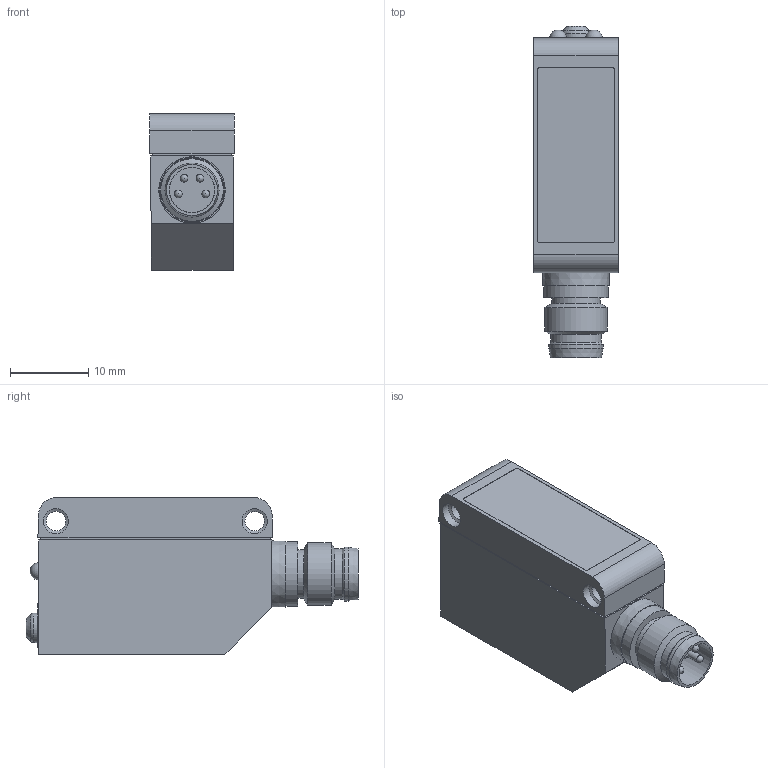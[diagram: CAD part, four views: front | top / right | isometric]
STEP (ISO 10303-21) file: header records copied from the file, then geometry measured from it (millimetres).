
FILE_DESCRIPTION(/* description */ (''),/* implementation_level */ '2;1');
FILE_NAME(/* name */ 'LD30CPxxxxxxM5xx.stp',/* time_stamp */ '2022-02-16T11:36:55+01:00',/* author */ ('tvb'),/* organization */ (''),/* preprocessor_version */ 'ST-DEVELOPER v18.1',/* originating_system */ 'Autodesk Inventor 2022',/* authorisation */ '');
FILE_SCHEMA (('AUTOMOTIVE_DESIGN { 1 0 10303 214 3 1 1 }'));
Length unit declared in the file: millimetre
Products named in the file (1): LD30CPxxxxxxM5xx
Bounding box: 10.8 x 42.42 x 20 mm (x, y, z)
Volume: 6340.9 mm3; surface area: 2971.7 mm2
Topology: 1 solids, 4 shells, 127 faces, 308 edges, 196 vertices
Faces by surface type: plane 59, cylinder 30, cone 16, sphere 8, bspline 8, torus 6
Full cylindrical faces by diameter (mm): 1 x4, 2.5 x2, 3.2 x4, 5.77 x2, 5.8 x2, 6.2 x1, 6.5 x1, 6.9 x1, 8 x1, 8.2 x1
Entity records: 4294 total; most frequent: CARTESIAN_POINT 1000, DIRECTION 673, ORIENTED_EDGE 600, EDGE_CURVE 300, AXIS2_PLACEMENT_3D 259, VERTEX_POINT 196, LINE 155, VECTOR 155
